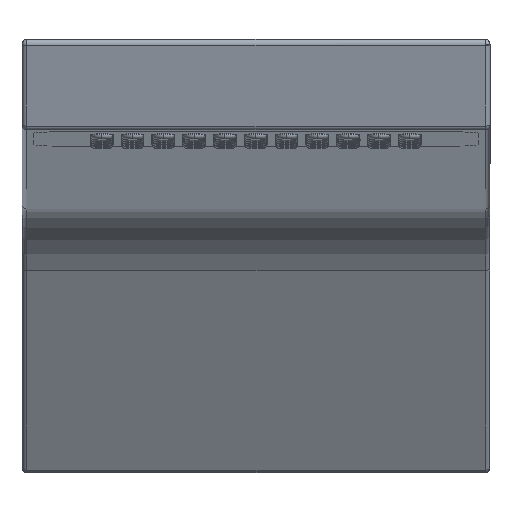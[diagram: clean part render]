
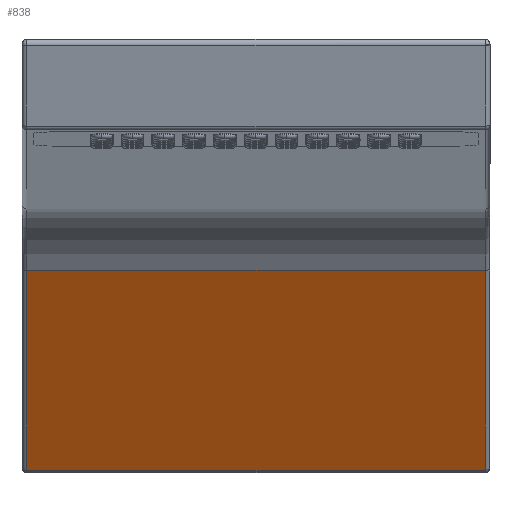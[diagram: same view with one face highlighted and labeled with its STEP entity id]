
A CAD part, top view. The second image highlights one B-rep face of the part: STEP entity #838.
In plain terms, the highlighted planar face has unit normal (0, -0.5, 0.866).
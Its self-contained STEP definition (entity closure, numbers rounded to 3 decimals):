
#251 = EDGE_CURVE ( 'NONE', #1139, #719, #1823, .T. ) ;
#626 = VERTEX_POINT ( 'NONE', #2011 ) ;
#719 = VERTEX_POINT ( 'NONE', #2313 ) ;
#825 = VECTOR ( 'NONE', #928, 1000. ) ;
#838 = ADVANCED_FACE ( 'NONE', ( #3402 ), #2036, .T. ) ;
#909 = DIRECTION ( 'NONE',  ( 0., -0.866, -0.5 ) ) ;
#926 = LINE ( 'NONE', #3518, #825 ) ;
#928 = DIRECTION ( 'NONE',  ( 1., 0., 0. ) ) ;
#991 = DIRECTION ( 'NONE',  ( 0., 0.866, 0.5 ) ) ;
#1044 = VECTOR ( 'NONE', #991, 1000. ) ;
#1054 = EDGE_CURVE ( 'NONE', #626, #719, #926, .T. ) ;
#1060 = CARTESIAN_POINT ( 'NONE',  ( -37.2, -29.6, 11.231 ) ) ;
#1139 = VERTEX_POINT ( 'NONE', #1488 ) ;
#1145 = DIRECTION ( 'NONE',  ( 0., -0.5, 0.866 ) ) ;
#1229 = EDGE_LOOP ( 'NONE', ( #3044, #2228, #2376, #2238 ) ) ;
#1269 = CARTESIAN_POINT ( 'NONE',  ( 37.2, 2.8, 29.937 ) ) ;
#1341 = AXIS2_PLACEMENT_3D ( 'NONE', #1450, #1145, #909 ) ;
#1420 = LINE ( 'NONE', #1527, #2191 ) ;
#1450 = CARTESIAN_POINT ( 'NONE',  ( -40., -30., 11. ) ) ;
#1454 = EDGE_CURVE ( 'NONE', #626, #2285, #1420, .T. ) ;
#1488 = CARTESIAN_POINT ( 'NONE',  ( 37.2, -29.6, 11.231 ) ) ;
#1527 = CARTESIAN_POINT ( 'NONE',  ( -37.2, -30., 11. ) ) ;
#1823 = LINE ( 'NONE', #1269, #1044 ) ;
#2011 = CARTESIAN_POINT ( 'NONE',  ( -37.2, 2.8, 29.937 ) ) ;
#2036 = PLANE ( 'NONE',  #1341 ) ;
#2088 = CARTESIAN_POINT ( 'NONE',  ( -40., -29.6, 11.231 ) ) ;
#2191 = VECTOR ( 'NONE', #2361, 1000. ) ;
#2228 = ORIENTED_EDGE ( 'NONE', *, *, #1454, .T. ) ;
#2238 = ORIENTED_EDGE ( 'NONE', *, *, #251, .T. ) ;
#2285 = VERTEX_POINT ( 'NONE', #1060 ) ;
#2313 = CARTESIAN_POINT ( 'NONE',  ( 37.2, 2.8, 29.937 ) ) ;
#2361 = DIRECTION ( 'NONE',  ( 0., -0.866, -0.5 ) ) ;
#2376 = ORIENTED_EDGE ( 'NONE', *, *, #3203, .T. ) ;
#2380 = DIRECTION ( 'NONE',  ( 1., 0., 0. ) ) ;
#2665 = VECTOR ( 'NONE', #2380, 1000. ) ;
#3044 = ORIENTED_EDGE ( 'NONE', *, *, #1054, .F. ) ;
#3203 = EDGE_CURVE ( 'NONE', #2285, #1139, #3417, .T. ) ;
#3402 = FACE_OUTER_BOUND ( 'NONE', #1229, .T. ) ;
#3417 = LINE ( 'NONE', #2088, #2665 ) ;
#3518 = CARTESIAN_POINT ( 'NONE',  ( -40., 2.8, 29.937 ) ) ;
